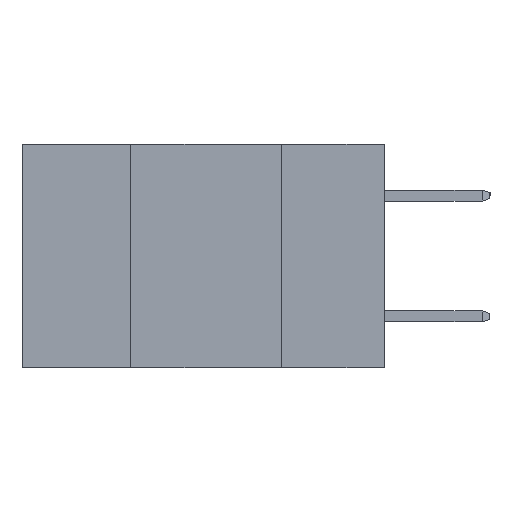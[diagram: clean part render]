
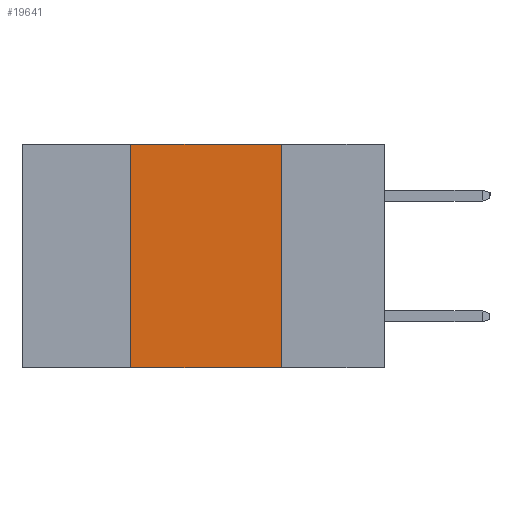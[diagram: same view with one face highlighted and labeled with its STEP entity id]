
A CAD part, left-side view. The second image highlights one B-rep face of the part: STEP entity #19641.
In plain terms, the highlighted planar face has unit normal (-1, 0, 0).
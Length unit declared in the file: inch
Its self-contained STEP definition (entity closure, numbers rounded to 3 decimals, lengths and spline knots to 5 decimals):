
#400 = VERTEX_POINT ( 'NONE', #3073 ) ;
#813 = LINE ( 'NONE', #17264, #16691 ) ;
#1027 = VERTEX_POINT ( 'NONE', #12060 ) ;
#1232 = EDGE_CURVE ( 'NONE', #400, #13055, #13992, .T. ) ;
#1481 = ORIENTED_EDGE ( 'NONE', *, *, #15866, .F. ) ;
#2939 = ORIENTED_EDGE ( 'NONE', *, *, #17396, .F. ) ;
#3073 = CARTESIAN_POINT ( 'NONE',  ( 0., 0.42, -0.37 ) ) ;
#3318 = EDGE_LOOP ( 'NONE', ( #2939, #1481, #18935, #20903 ) ) ;
#4103 = CARTESIAN_POINT ( 'NONE',  ( 0., 0.6, -0.37 ) ) ;
#4574 = CARTESIAN_POINT ( 'NONE',  ( 0., 0.17, -0.37 ) ) ;
#5069 = PLANE ( 'NONE',  #19528 ) ;
#5268 = FACE_OUTER_BOUND ( 'NONE', #3318, .T. ) ;
#5436 = CARTESIAN_POINT ( 'NONE',  ( 0., 0.6, 0. ) ) ;
#5692 = VECTOR ( 'NONE', #8985, 39.37008 ) ;
#6721 = LINE ( 'NONE', #13288, #8138 ) ;
#8138 = VECTOR ( 'NONE', #19834, 39.37008 ) ;
#8985 = DIRECTION ( 'NONE',  ( 0., -1., 0. ) ) ;
#10216 = DIRECTION ( 'NONE',  ( 1., 0., 0. ) ) ;
#10823 = DIRECTION ( 'NONE',  ( 0., 0., 1. ) ) ;
#11836 = CARTESIAN_POINT ( 'NONE',  ( 0., 0.6, 0. ) ) ;
#12060 = CARTESIAN_POINT ( 'NONE',  ( 0., 0.42, 0. ) ) ;
#13055 = VERTEX_POINT ( 'NONE', #4574 ) ;
#13288 = CARTESIAN_POINT ( 'NONE',  ( 0., 0.17, -0.37 ) ) ;
#13992 = LINE ( 'NONE', #4103, #15479 ) ;
#15167 = DIRECTION ( 'NONE',  ( 0., 0., -1. ) ) ;
#15275 = VERTEX_POINT ( 'NONE', #17947 ) ;
#15479 = VECTOR ( 'NONE', #18931, 39.37008 ) ;
#15866 = EDGE_CURVE ( 'NONE', #1027, #15275, #20275, .T. ) ;
#16691 = VECTOR ( 'NONE', #10823, 39.37008 ) ;
#16995 = EDGE_CURVE ( 'NONE', #400, #1027, #813, .T. ) ;
#17264 = CARTESIAN_POINT ( 'NONE',  ( 0., 0.42, -0.37 ) ) ;
#17396 = EDGE_CURVE ( 'NONE', #15275, #13055, #6721, .T. ) ;
#17947 = CARTESIAN_POINT ( 'NONE',  ( 0., 0.17, 0. ) ) ;
#18931 = DIRECTION ( 'NONE',  ( 0., -1., 0. ) ) ;
#18935 = ORIENTED_EDGE ( 'NONE', *, *, #16995, .F. ) ;
#19528 = AXIS2_PLACEMENT_3D ( 'NONE', #11836, #10216, #15167 ) ;
#19641 = ADVANCED_FACE ( 'NONE', ( #5268 ), #5069, .F. ) ;
#19834 = DIRECTION ( 'NONE',  ( 0., 0., -1. ) ) ;
#20275 = LINE ( 'NONE', #5436, #5692 ) ;
#20903 = ORIENTED_EDGE ( 'NONE', *, *, #1232, .T. ) ;
